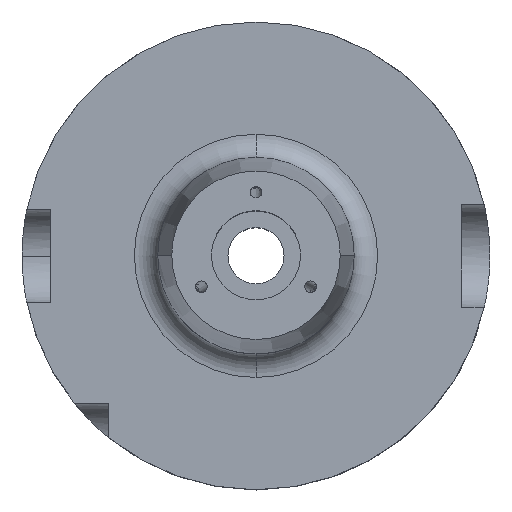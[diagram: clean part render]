
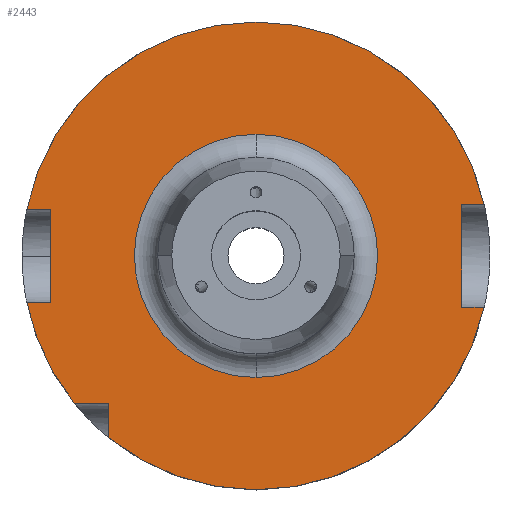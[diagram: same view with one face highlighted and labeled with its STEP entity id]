
A CAD part, top view. The second image highlights one B-rep face of the part: STEP entity #2443.
In plain terms, the highlighted planar face has unit normal (0, 0, 1).
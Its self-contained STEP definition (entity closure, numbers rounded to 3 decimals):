
#35 = PLANE ( 'NONE',  #3156 ) ;
#80 = VECTOR ( 'NONE', #1287, 1000. ) ;
#88 = CARTESIAN_POINT ( 'NONE',  ( 48.775, -11., 29. ) ) ;
#113 = ORIENTED_EDGE ( 'NONE', *, *, #2654, .F. ) ;
#164 = AXIS2_PLACEMENT_3D ( 'NONE', #2477, #756, #2753 ) ;
#209 = VERTEX_POINT ( 'NONE', #2731 ) ;
#268 = LINE ( 'NONE', #761, #3193 ) ;
#333 = DIRECTION ( 'NONE',  ( 0., -1., 0. ) ) ;
#393 = FACE_OUTER_BOUND ( 'NONE', #1358, .T. ) ;
#409 = CARTESIAN_POINT ( 'NONE',  ( -48.99, 10., 29. ) ) ;
#422 = EDGE_LOOP ( 'NONE', ( #1973, #3299 ) ) ;
#440 = DIRECTION ( 'NONE',  ( 0., 0., -1. ) ) ;
#462 = CARTESIAN_POINT ( 'NONE',  ( -44., 10., 29. ) ) ;
#463 = LINE ( 'NONE', #3467, #1220 ) ;
#534 = CIRCLE ( 'NONE', #2107, 50. ) ;
#554 = VERTEX_POINT ( 'NONE', #3036 ) ;
#585 = VERTEX_POINT ( 'NONE', #409 ) ;
#600 = EDGE_CURVE ( 'NONE', #2587, #554, #2149, .T. ) ;
#608 = EDGE_CURVE ( 'NONE', #884, #1270, #3640, .T. ) ;
#613 = CARTESIAN_POINT ( 'NONE',  ( 54., -11., 29. ) ) ;
#635 = VECTOR ( 'NONE', #1250, 1000. ) ;
#640 = DIRECTION ( 'NONE',  ( 0., -1., 0. ) ) ;
#667 = CIRCLE ( 'NONE', #1839, 26. ) ;
#685 = CARTESIAN_POINT ( 'NONE',  ( 0., 0., 29. ) ) ;
#686 = DIRECTION ( 'NONE',  ( 0., 0., -1. ) ) ;
#713 = ORIENTED_EDGE ( 'NONE', *, *, #608, .F. ) ;
#726 = VERTEX_POINT ( 'NONE', #1194 ) ;
#729 = EDGE_CURVE ( 'NONE', #2992, #209, #463, .T. ) ;
#735 = CARTESIAN_POINT ( 'NONE',  ( -38.83, -31.5, 29. ) ) ;
#744 = AXIS2_PLACEMENT_3D ( 'NONE', #685, #2676, #948 ) ;
#756 = DIRECTION ( 'NONE',  ( 0., 0., -1. ) ) ;
#761 = CARTESIAN_POINT ( 'NONE',  ( -54., -10., 29. ) ) ;
#766 = VECTOR ( 'NONE', #3495, 1000. ) ;
#778 = ORIENTED_EDGE ( 'NONE', *, *, #1309, .F. ) ;
#884 = VERTEX_POINT ( 'NONE', #2758 ) ;
#948 = DIRECTION ( 'NONE',  ( 0., -1., 0. ) ) ;
#993 = CARTESIAN_POINT ( 'NONE',  ( 54., 11., 29. ) ) ;
#995 = LINE ( 'NONE', #613, #2574 ) ;
#1035 = DIRECTION ( 'NONE',  ( 1., 0., 0. ) ) ;
#1055 = ORIENTED_EDGE ( 'NONE', *, *, #1192, .F. ) ;
#1192 = EDGE_CURVE ( 'NONE', #1270, #1318, #3179, .T. ) ;
#1194 = CARTESIAN_POINT ( 'NONE',  ( 0., 26., 29. ) ) ;
#1217 = CARTESIAN_POINT ( 'NONE',  ( -54., 10., 29. ) ) ;
#1220 = VECTOR ( 'NONE', #640, 1000. ) ;
#1228 = AXIS2_PLACEMENT_3D ( 'NONE', #2679, #686, #2399 ) ;
#1230 = EDGE_CURVE ( 'NONE', #2552, #3415, #3085, .T. ) ;
#1250 = DIRECTION ( 'NONE',  ( -1., 0., 0. ) ) ;
#1270 = VERTEX_POINT ( 'NONE', #735 ) ;
#1287 = DIRECTION ( 'NONE',  ( -1., 0., 0. ) ) ;
#1309 = EDGE_CURVE ( 'NONE', #2130, #2552, #2926, .T. ) ;
#1318 = VERTEX_POINT ( 'NONE', #3042 ) ;
#1342 = ORIENTED_EDGE ( 'NONE', *, *, #3388, .F. ) ;
#1353 = VERTEX_POINT ( 'NONE', #3052 ) ;
#1358 = EDGE_LOOP ( 'NONE', ( #2895, #2805, #1342, #1055, #713, #2524, #3654, #2659, #113, #3221, #778, #2635 ) ) ;
#1370 = EDGE_CURVE ( 'NONE', #554, #884, #1982, .T. ) ;
#1452 = DIRECTION ( 'NONE',  ( 0., 0., -1. ) ) ;
#1459 = CARTESIAN_POINT ( 'NONE',  ( 0., 44., 29. ) ) ;
#1467 = CARTESIAN_POINT ( 'NONE',  ( 48.775, 11., 29. ) ) ;
#1561 = EDGE_CURVE ( 'NONE', #585, #2992, #2303, .T. ) ;
#1594 = CARTESIAN_POINT ( 'NONE',  ( 0., 0., 29. ) ) ;
#1633 = CARTESIAN_POINT ( 'NONE',  ( 44., 11., 29. ) ) ;
#1642 = CIRCLE ( 'NONE', #744, 26. ) ;
#1839 = AXIS2_PLACEMENT_3D ( 'NONE', #1594, #3576, #1887 ) ;
#1887 = DIRECTION ( 'NONE',  ( 0., -1., 0. ) ) ;
#1912 = FACE_BOUND ( 'NONE', #422, .T. ) ;
#1973 = ORIENTED_EDGE ( 'NONE', *, *, #2031, .T. ) ;
#1982 = LINE ( 'NONE', #2771, #2088 ) ;
#2031 = EDGE_CURVE ( 'NONE', #1353, #726, #1642, .T. ) ;
#2044 = DIRECTION ( 'NONE',  ( 0., 0., 1. ) ) ;
#2088 = VECTOR ( 'NONE', #2219, 1000. ) ;
#2107 = AXIS2_PLACEMENT_3D ( 'NONE', #3150, #1452, #3428 ) ;
#2130 = VERTEX_POINT ( 'NONE', #3543 ) ;
#2149 = CIRCLE ( 'NONE', #1228, 50. ) ;
#2161 = CARTESIAN_POINT ( 'NONE',  ( 0., 0., 29. ) ) ;
#2167 = EDGE_CURVE ( 'NONE', #585, #2130, #534, .T. ) ;
#2219 = DIRECTION ( 'NONE',  ( 0., 1., 0. ) ) ;
#2303 = LINE ( 'NONE', #1217, #766 ) ;
#2323 = DIRECTION ( 'NONE',  ( -1., 0., 0. ) ) ;
#2330 = VERTEX_POINT ( 'NONE', #2605 ) ;
#2337 = CARTESIAN_POINT ( 'NONE',  ( 44., -11., 29. ) ) ;
#2399 = DIRECTION ( 'NONE',  ( 0., 1., 0. ) ) ;
#2434 = DIRECTION ( 'NONE',  ( 0., 1., 0. ) ) ;
#2443 = ADVANCED_FACE ( 'NONE', ( #1912, #393 ), #35, .T. ) ;
#2477 = CARTESIAN_POINT ( 'NONE',  ( 0., 0., 29. ) ) ;
#2524 = ORIENTED_EDGE ( 'NONE', *, *, #1370, .F. ) ;
#2552 = VERTEX_POINT ( 'NONE', #1467 ) ;
#2574 = VECTOR ( 'NONE', #2323, 1000. ) ;
#2587 = VERTEX_POINT ( 'NONE', #88 ) ;
#2605 = CARTESIAN_POINT ( 'NONE',  ( 44., -11., 29. ) ) ;
#2635 = ORIENTED_EDGE ( 'NONE', *, *, #2167, .F. ) ;
#2654 = EDGE_CURVE ( 'NONE', #3415, #2330, #2806, .T. ) ;
#2659 = ORIENTED_EDGE ( 'NONE', *, *, #3667, .T. ) ;
#2676 = DIRECTION ( 'NONE',  ( 0., 0., -1. ) ) ;
#2679 = CARTESIAN_POINT ( 'NONE',  ( 0., 0., 29. ) ) ;
#2703 = AXIS2_PLACEMENT_3D ( 'NONE', #2161, #440, #2434 ) ;
#2731 = CARTESIAN_POINT ( 'NONE',  ( -44., -10., 29. ) ) ;
#2753 = DIRECTION ( 'NONE',  ( 0., 1., 0. ) ) ;
#2758 = CARTESIAN_POINT ( 'NONE',  ( -31.5, -31.5, 29. ) ) ;
#2771 = CARTESIAN_POINT ( 'NONE',  ( -31.5, 44., 29. ) ) ;
#2805 = ORIENTED_EDGE ( 'NONE', *, *, #729, .T. ) ;
#2806 = LINE ( 'NONE', #2337, #3460 ) ;
#2895 = ORIENTED_EDGE ( 'NONE', *, *, #1561, .T. ) ;
#2926 = CIRCLE ( 'NONE', #164, 50. ) ;
#2963 = CARTESIAN_POINT ( 'NONE',  ( 0., -31.5, 29. ) ) ;
#2973 = EDGE_CURVE ( 'NONE', #726, #1353, #667, .T. ) ;
#2992 = VERTEX_POINT ( 'NONE', #462 ) ;
#3036 = CARTESIAN_POINT ( 'NONE',  ( -31.5, -38.83, 29. ) ) ;
#3042 = CARTESIAN_POINT ( 'NONE',  ( -48.99, -10., 29. ) ) ;
#3052 = CARTESIAN_POINT ( 'NONE',  ( 0., -26., 29. ) ) ;
#3085 = LINE ( 'NONE', #993, #80 ) ;
#3150 = CARTESIAN_POINT ( 'NONE',  ( 0., 0., 29. ) ) ;
#3156 = AXIS2_PLACEMENT_3D ( 'NONE', #1459, #2044, #333 ) ;
#3164 = DIRECTION ( 'NONE',  ( 0., -1., 0. ) ) ;
#3179 = CIRCLE ( 'NONE', #2703, 50. ) ;
#3193 = VECTOR ( 'NONE', #1035, 1000. ) ;
#3221 = ORIENTED_EDGE ( 'NONE', *, *, #1230, .F. ) ;
#3299 = ORIENTED_EDGE ( 'NONE', *, *, #2973, .T. ) ;
#3388 = EDGE_CURVE ( 'NONE', #1318, #209, #268, .T. ) ;
#3415 = VERTEX_POINT ( 'NONE', #1633 ) ;
#3428 = DIRECTION ( 'NONE',  ( 0., 1., 0. ) ) ;
#3460 = VECTOR ( 'NONE', #3164, 1000. ) ;
#3467 = CARTESIAN_POINT ( 'NONE',  ( -44., -10., 29. ) ) ;
#3495 = DIRECTION ( 'NONE',  ( 1., 0., 0. ) ) ;
#3543 = CARTESIAN_POINT ( 'NONE',  ( 0., 50., 29. ) ) ;
#3576 = DIRECTION ( 'NONE',  ( 0., 0., -1. ) ) ;
#3640 = LINE ( 'NONE', #2963, #635 ) ;
#3654 = ORIENTED_EDGE ( 'NONE', *, *, #600, .F. ) ;
#3667 = EDGE_CURVE ( 'NONE', #2587, #2330, #995, .T. ) ;
